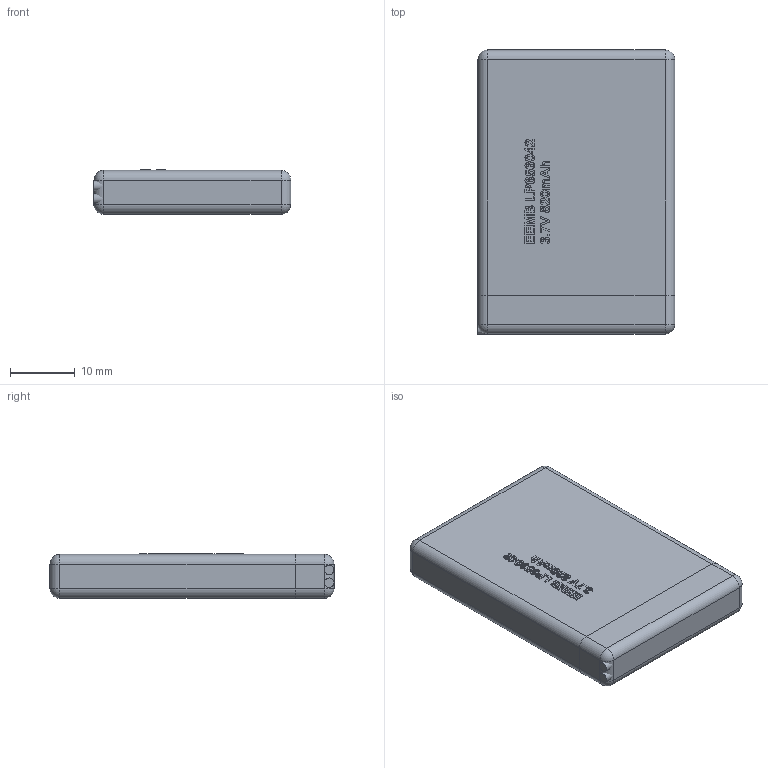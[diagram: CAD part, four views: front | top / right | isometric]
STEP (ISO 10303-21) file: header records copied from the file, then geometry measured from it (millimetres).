
FILE_DESCRIPTION(/* description */ (''),/* implementation_level */ '2;1');
FILE_NAME(/* name */ 'EEMB LP653042 820mAh.step',/* time_stamp */ '2023-01-16T13:52:29+01:00',/* author */ (''),/* organization */ (''),/* preprocessor_version */ 'ST-DEVELOPER v19.2',/* originating_system */ 'Autodesk Translation Framework v11.17.0.187',/* authorisation */ '');
FILE_SCHEMA (('AUTOMOTIVE_DESIGN { 1 0 10303 214 3 1 1 }'));
Length unit declared in the file: millimetre
Products named in the file (4): EEMB LP653042 820mAh; battery; text; wires
Assembly tree (3 placements, depth 2):
  EEMB LP653042 820mAh
    battery
    text
    wires
Bounding box: 30.6 x 44 x 6.9 mm (x, y, z)
Volume: 8980.7 mm3; surface area: 3972.5 mm2
Topology: 26 solids, 26 shells, 493 faces, 1299 edges, 858 vertices
Faces by surface type: bspline 265, plane 202, cylinder 18, sphere 8
Full cylindrical faces by diameter (mm): 1.5 x2
Entity records: 17718 total; most frequent: CARTESIAN_POINT 7163, ORIENTED_EDGE 2598, EDGE_CURVE 1299, DIRECTION 1277, VERTEX_POINT 858, LINE 733, VECTOR 733, B_SPLINE_CURVE_WITH_KNOTS 530
